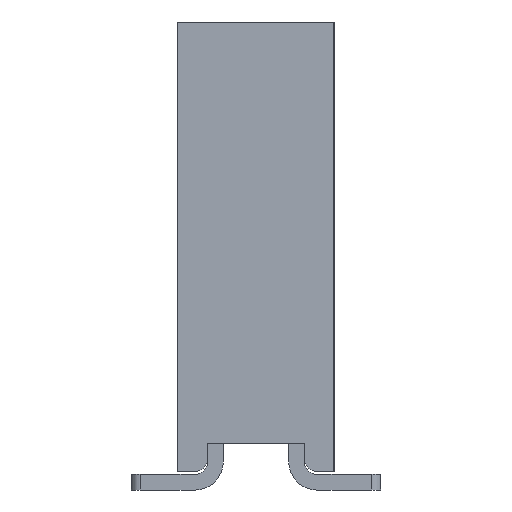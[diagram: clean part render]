
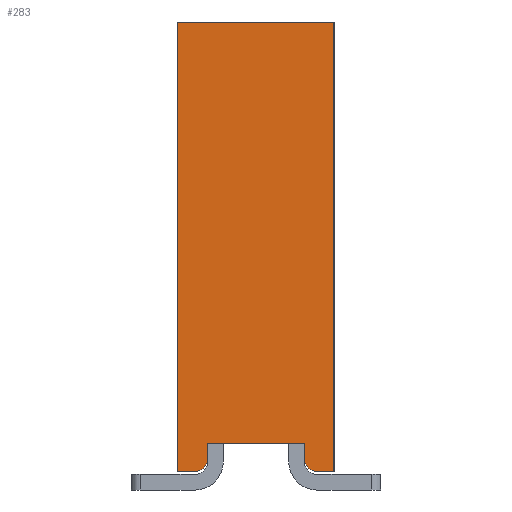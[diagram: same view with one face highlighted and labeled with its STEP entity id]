
A CAD part, left-side view. The second image highlights one B-rep face of the part: STEP entity #283.
In plain terms, the highlighted planar face has unit normal (-1, 0, 0).
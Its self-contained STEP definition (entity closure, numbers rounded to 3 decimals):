
#96=CIRCLE('',#7242,0.2);
#97=CIRCLE('',#7243,0.2);
#283=ADVANCED_FACE('',(#965),#655,.T.);
#655=PLANE('',#7244);
#965=FACE_OUTER_BOUND('',#1352,.T.);
#1352=EDGE_LOOP('',(#2012,#2013,#2014,#2015,#2016,#2017,#2018,#2019,#2020,
#2021));
#2012=ORIENTED_EDGE('',*,*,#4603,.T.);
#2013=ORIENTED_EDGE('',*,*,#4672,.T.);
#2014=ORIENTED_EDGE('',*,*,#4596,.T.);
#2015=ORIENTED_EDGE('',*,*,#4600,.F.);
#2016=ORIENTED_EDGE('',*,*,#4582,.F.);
#2017=ORIENTED_EDGE('',*,*,#4673,.T.);
#2018=ORIENTED_EDGE('',*,*,#4674,.T.);
#2019=ORIENTED_EDGE('',*,*,#4670,.T.);
#2020=ORIENTED_EDGE('',*,*,#4668,.T.);
#2021=ORIENTED_EDGE('',*,*,#4675,.F.);
#3907=VERTEX_POINT('',#9969);
#3908=VERTEX_POINT('',#9971);
#3916=VERTEX_POINT('',#9992);
#3919=VERTEX_POINT('',#9997);
#3924=VERTEX_POINT('',#10011);
#3925=VERTEX_POINT('',#10013);
#3987=VERTEX_POINT('',#10138);
#3989=VERTEX_POINT('',#10142);
#3991=VERTEX_POINT('',#10148);
#3992=VERTEX_POINT('',#10153);
#4582=EDGE_CURVE('',#3907,#3908,#5602,.T.);
#4596=EDGE_CURVE('',#3916,#3919,#5616,.T.);
#4600=EDGE_CURVE('',#3908,#3919,#5620,.T.);
#4603=EDGE_CURVE('',#3925,#3924,#5623,.T.);
#4668=EDGE_CURVE('',#3987,#3989,#5688,.T.);
#4670=EDGE_CURVE('',#3991,#3987,#5690,.T.);
#4672=EDGE_CURVE('',#3924,#3916,#96,.T.);
#4673=EDGE_CURVE('',#3907,#3992,#97,.T.);
#4674=EDGE_CURVE('',#3992,#3991,#5692,.T.);
#4675=EDGE_CURVE('',#3925,#3989,#5693,.T.);
#5602=LINE('',#9970,#6498);
#5616=LINE('',#9998,#6512);
#5620=LINE('',#10005,#6516);
#5623=LINE('',#10012,#6519);
#5688=LINE('',#10143,#6584);
#5690=LINE('',#10147,#6586);
#5692=LINE('',#10154,#6588);
#5693=LINE('',#10155,#6589);
#6498=VECTOR('',#7945,1.);
#6512=VECTOR('',#7963,1.);
#6516=VECTOR('',#7969,1.);
#6519=VECTOR('',#7974,1.);
#6584=VECTOR('',#8041,1.);
#6586=VECTOR('',#8045,1.);
#6588=VECTOR('',#8053,1.);
#6589=VECTOR('',#8054,1.);
#7242=AXIS2_PLACEMENT_3D('',#10151,#8049,#8050);
#7243=AXIS2_PLACEMENT_3D('',#10152,#8051,#8052);
#7244=AXIS2_PLACEMENT_3D('',#10156,#8055,#8056);
#7945=DIRECTION('',(0.,0.,1.));
#7963=DIRECTION('',(0.,0.,1.));
#7969=DIRECTION('',(0.,1.,0.));
#7974=DIRECTION('',(0.,-1.,0.));
#8041=DIRECTION('',(0.,1.,0.));
#8045=DIRECTION('',(0.,0.,1.));
#8049=DIRECTION('',(-1.,0.,0.));
#8050=DIRECTION('',(0.,0.,1.));
#8051=DIRECTION('',(-1.,0.,0.));
#8052=DIRECTION('',(0.,0.,1.));
#8053=DIRECTION('',(0.,-1.,0.));
#8054=DIRECTION('',(0.,0.,1.));
#8055=DIRECTION('',(-1.,0.,0.));
#8056=DIRECTION('',(0.,0.,1.));
#9969=CARTESIAN_POINT('',(0.,0.475,0.2));
#9970=CARTESIAN_POINT('',(0.,0.475,0.45));
#9971=CARTESIAN_POINT('',(0.,0.475,0.45));
#9992=CARTESIAN_POINT('',(0.,2.025,0.2));
#9997=CARTESIAN_POINT('',(0.,2.025,0.45));
#9998=CARTESIAN_POINT('',(0.,2.025,0.45));
#10005=CARTESIAN_POINT('',(0.,0.475,0.45));
#10011=CARTESIAN_POINT('',(0.,2.225,0.));
#10012=CARTESIAN_POINT('',(0.,1.25,0.));
#10013=CARTESIAN_POINT('',(0.,2.5,0.));
#10138=CARTESIAN_POINT('',(0.,0.,7.2));
#10142=CARTESIAN_POINT('',(0.,2.5,7.2));
#10143=CARTESIAN_POINT('',(0.,1.25,7.2));
#10147=CARTESIAN_POINT('',(0.,0.,0.));
#10148=CARTESIAN_POINT('',(0.,0.,0.));
#10151=CARTESIAN_POINT('',(0.,2.225,0.2));
#10152=CARTESIAN_POINT('',(0.,0.275,0.2));
#10153=CARTESIAN_POINT('',(0.,0.275,0.));
#10154=CARTESIAN_POINT('',(0.,1.25,0.));
#10155=CARTESIAN_POINT('',(0.,2.5,0.));
#10156=CARTESIAN_POINT('',(0.,1.25,0.));
